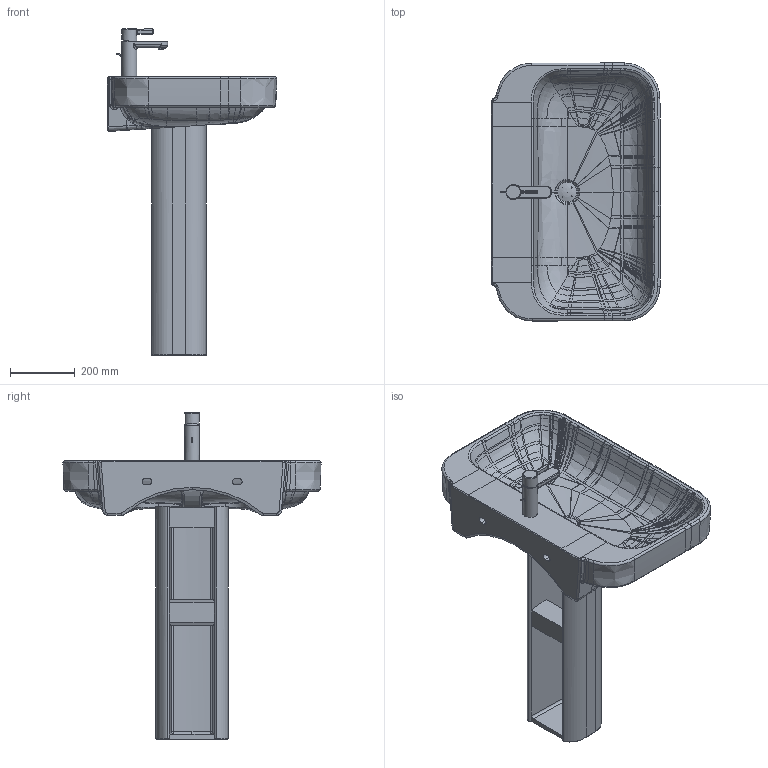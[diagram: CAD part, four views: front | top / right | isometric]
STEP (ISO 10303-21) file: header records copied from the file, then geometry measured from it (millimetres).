
FILE_DESCRIPTION((''),'2;1');
FILE_NAME('231680_085827.stp','2013-06-10T20:05:31',('Administrator'),(''),'Autodesk Inventor 2011','Autodesk Inventor 2011','');
FILE_SCHEMA(('CONFIG_CONTROL_DESIGN'));
Length unit declared in the file: millimetre
Products named in the file (11): 231680_085827; 231680; 085827; Kelch; Stopfen; Armatur Waschtisch; Fassung Sieb; Griff; Gehäuse; Hebel_Ventil; Gleitring
Assembly tree (10 placements, depth 3):
  231680_085827
    231680
    085827
    Kelch
    Stopfen
    Armatur Waschtisch
      Fassung Sieb
      Griff
      Gehäuse
      Hebel_Ventil
      Gleitring
Bounding box: 525.34 x 800.15 x 1012.19 mm (x, y, z)
Volume: 34007438.8 mm3; surface area: 2218502.7 mm2
Topology: 8 solids, 10 shells, 2274 faces, 5099 edges, 2831 vertices
Faces by surface type: bspline 1845, plane 218, cylinder 139, torus 47, cone 16, sphere 9
Full cylindrical faces by diameter (mm): 4 x2, 20.15 x1, 21.15 x1, 23.15 x1, 42 x1, 44 x1, 46 x2, 60 x1
Entity records: 222229 total; most frequent: CARTESIAN_POINT 181268, ORIENTED_EDGE 10120, EDGE_CURVE 5062, DIRECTION 3836, B_SPLINE_CURVE_WITH_KNOTS 3152, VERTEX_POINT 2822, EDGE_LOOP 2326, FACE_OUTER_BOUND 2273
